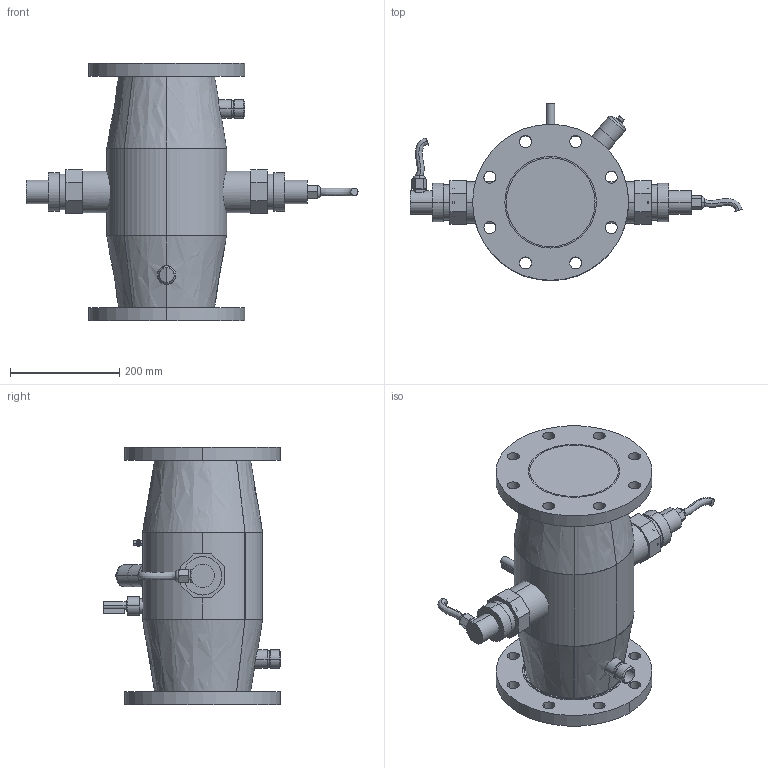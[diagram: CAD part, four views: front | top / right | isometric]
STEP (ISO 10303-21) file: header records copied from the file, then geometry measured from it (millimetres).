
FILE_DESCRIPTION (( 'STEP AP203' ), '1' );
FILE_NAME ('ÓÔÌ.18 - Óñòàíîâêà ÓÔ-îáðàáîòêè âîäû UVM-1800.STEP', '2024-04-19T12:44:18', ( '' ), ( '' ), 'SwSTEP 2.0', 'SolidWorks 2022', '' );
FILE_SCHEMA (( 'CONFIG_CONTROL_DESIGN' ));
Length unit declared in the file: millimetre
Products named in the file (1): УФМ.18 - Установка УФ-обработки воды UVM-1800
Bounding box: 606.47 x 324.73 x 470.49 mm (x, y, z)
Volume: 20070081.6 mm3; surface area: 1386672.3 mm2
Topology: 22 solids, 24 shells, 436 faces, 988 edges, 629 vertices
Faces by surface type: cylinder 188, plane 160, cone 56, bspline 18, torus 14
Entity records: 17751 total; most frequent: CARTESIAN_POINT 7746, DIRECTION 2100, ORIENTED_EDGE 1972, EDGE_CURVE 986, AXIS2_PLACEMENT_3D 835, VERTEX_POINT 629, EDGE_LOOP 543, FACE_OUTER_BOUND 436
